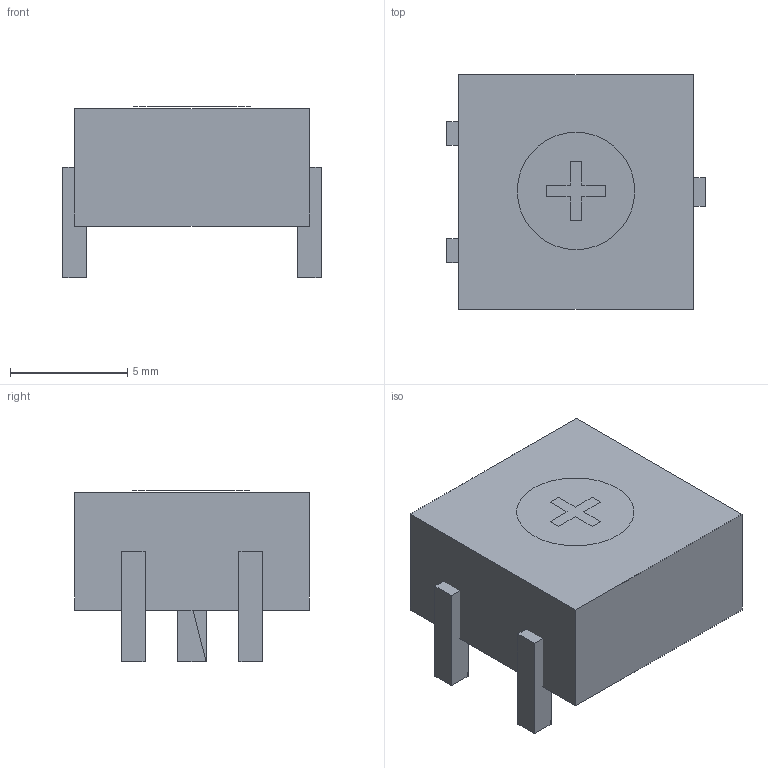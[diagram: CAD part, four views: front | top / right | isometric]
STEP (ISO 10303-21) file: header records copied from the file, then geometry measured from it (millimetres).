
Bounding box: 11 x 10 x 7.3 mm (x, y, z)
Volume: 21.5 mm3; surface area: 413.4 mm2
Topology: 1 solids, 5 shells, 25 faces, 61 edges, 45 vertices
Faces by surface type: plane 25
Entity records: 317 total; most frequent: CARTESIAN_POINT 68, DIRECTION 34, FACE_BOUND 26, ADVANCED_FACE 25, POLY_LOOP 24, EDGE_CURVE 13, VERTEX_POINT 13, ORIENTED_EDGE 13
